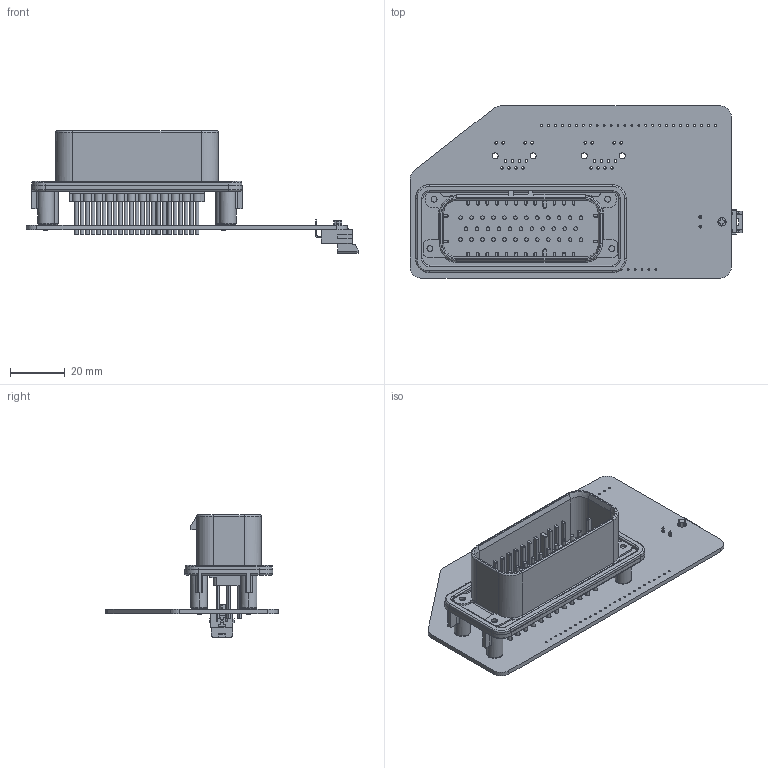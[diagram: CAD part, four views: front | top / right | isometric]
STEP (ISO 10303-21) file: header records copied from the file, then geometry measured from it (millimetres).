
FILE_DESCRIPTION(('KiCad electronic assembly'),'2;1');
FILE_NAME('external_interface_3272022.step','2022-03-27T21:18:10',( 'An Author'),('A Company'),'Open CASCADE STEP processor 6.9', 'KiCad to STEP converter','Unknown');
FILE_SCHEMA(('AUTOMOTIVE_DESIGN { 1 0 10303 214 1 1 1 1 }'));
Length unit declared in the file: millimetre
Products named in the file (6): Open CASCADE STEP translator 6.9 1; C-1-776231-4; SOLID; 1723101302; COMPOUND
Assembly tree (5 placements, depth 3):
  Open CASCADE STEP translator 6.9 1
    C-1-776231-4
      SOLID
    1723101302
      SOLID
    COMPOUND
Bounding box: 121.21 x 62.84 x 44.72 mm (x, y, z)
Volume: 26576.2 mm3; surface area: 32834.5 mm2
Topology: 3 solids, 3 shells, 1047 faces, 2680 edges, 1724 vertices
Faces by surface type: cylinder 541, plane 386, torus 114, cone 4, sphere 2
Full cylindrical faces by diameter (mm): 0.71 x52, 0.95 x24, 1.02 x2, 1.75 x35, 2 x4, 2.18 x4, 2.85 x2, 3.09 x1
Entity records: 70768 total; most frequent: CARTESIAN_POINT 15293, DIRECTION 10896, LINE 5656, VECTOR 5656, ORIENTED_EDGE 5360, PCURVE 5360, DEFINITIONAL_REPRESENTATION 5360, EDGE_CURVE 2680
